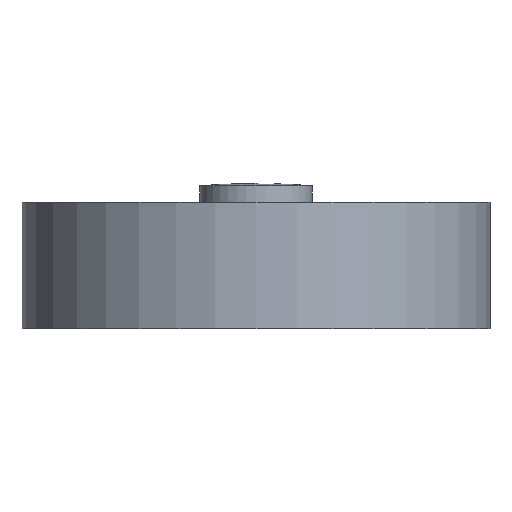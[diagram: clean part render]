
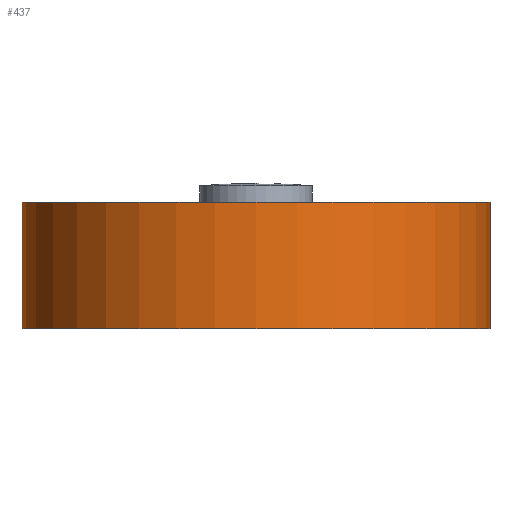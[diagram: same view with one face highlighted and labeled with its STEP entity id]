
A CAD part, left-side view. The second image highlights one B-rep face of the part: STEP entity #437.
In plain terms, the highlighted cylindrical face has radius 6.35 mm (diameter 12.7 mm), a partial arc.
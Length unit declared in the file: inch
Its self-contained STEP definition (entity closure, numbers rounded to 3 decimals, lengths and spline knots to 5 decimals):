
#396=CARTESIAN_POINT('',(0.0,0.,-0.0125));
#397=DIRECTION('',(0.0,0.,-1.0));
#398=DIRECTION('',(1.0,0.0,0.0));
#399=AXIS2_PLACEMENT_3D('',#396,#397,#398);
#400=CYLINDRICAL_SURFACE('',#399,0.25);
#401=CARTESIAN_POINT('',(0.25,0.,-0.08));
#402=VERTEX_POINT('',#401);
#403=CARTESIAN_POINT('',(0.25,0.,0.055));
#404=VERTEX_POINT('',#403);
#405=CARTESIAN_POINT('',(0.25,0.,-0.08));
#406=DIRECTION('',(0.0,0.0,1.0));
#407=VECTOR('',#406,0.135);
#408=LINE('',#405,#407);
#409=EDGE_CURVE('',#402,#404,#408,.T.);
#410=ORIENTED_EDGE('',*,*,#409,.F.);
#411=CARTESIAN_POINT('',(-0.25,0.,-0.08));
#412=VERTEX_POINT('',#411);
#413=CARTESIAN_POINT('',(0.0,0.,-0.08));
#414=DIRECTION('',(0.0,0.0,-1.0));
#415=DIRECTION('',(1.0,0.0,0.0));
#416=AXIS2_PLACEMENT_3D('',#413,#414,#415);
#417=CIRCLE('',#416,0.25);
#418=EDGE_CURVE('',#412,#402,#417,.T.);
#419=ORIENTED_EDGE('',*,*,#418,.F.);
#420=CARTESIAN_POINT('',(-0.25,0.,0.055));
#421=VERTEX_POINT('',#420);
#422=CARTESIAN_POINT('',(-0.25,0.,-0.08));
#423=DIRECTION('',(0.0,0.0,1.0));
#424=VECTOR('',#423,0.135);
#425=LINE('',#422,#424);
#426=EDGE_CURVE('',#412,#421,#425,.T.);
#427=ORIENTED_EDGE('',*,*,#426,.T.);
#428=CARTESIAN_POINT('',(0.0,0.,0.055));
#429=DIRECTION('',(0.0,0.0,-1.0));
#430=DIRECTION('',(1.0,0.0,0.0));
#431=AXIS2_PLACEMENT_3D('',#428,#429,#430);
#432=CIRCLE('',#431,0.25);
#433=EDGE_CURVE('',#421,#404,#432,.T.);
#434=ORIENTED_EDGE('',*,*,#433,.T.);
#435=EDGE_LOOP('',(#410,#419,#427,#434));
#436=FACE_OUTER_BOUND('',#435,.T.);
#437=ADVANCED_FACE('',(#436),#400,.T.);
